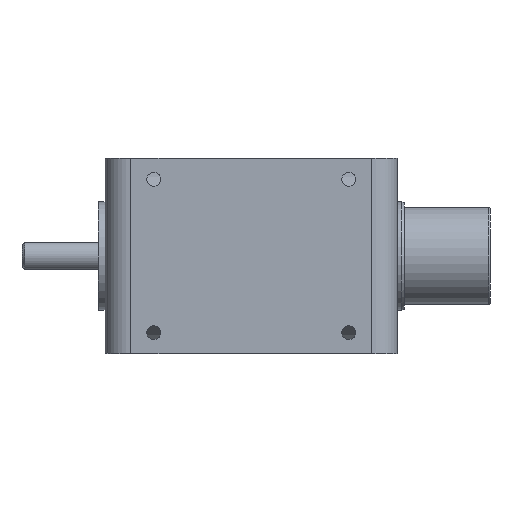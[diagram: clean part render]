
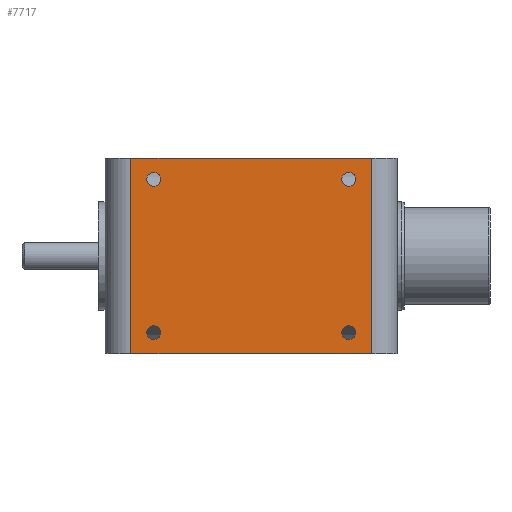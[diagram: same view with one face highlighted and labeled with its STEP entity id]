
A CAD part, front view. The second image highlights one B-rep face of the part: STEP entity #7717.
In plain terms, the highlighted planar face has unit normal (0, -1, 0).
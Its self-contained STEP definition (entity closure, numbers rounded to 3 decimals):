
#73 = AXIS2_PLACEMENT_3D ( 'NONE', #3836, #6150, #4611 ) ;
#143 = DIRECTION ( 'NONE',  ( 0., 0., -1. ) ) ;
#258 = CIRCLE ( 'NONE', #5921, 2.5 ) ;
#588 = AXIS2_PLACEMENT_3D ( 'NONE', #2749, #2112, #8173 ) ;
#599 = EDGE_LOOP ( 'NONE', ( #4127, #4471 ) ) ;
#633 = VECTOR ( 'NONE', #6784, 1000. ) ;
#672 = CIRCLE ( 'NONE', #3680, 2.5 ) ;
#884 = EDGE_LOOP ( 'NONE', ( #2980, #3047 ) ) ;
#953 = CARTESIAN_POINT ( 'NONE',  ( 35., -40., 27.5 ) ) ;
#1249 = CARTESIAN_POINT ( 'NONE',  ( -43.2, -40., 35. ) ) ;
#1252 = FACE_BOUND ( 'NONE', #884, .T. ) ;
#1294 = PLANE ( 'NONE',  #8943 ) ;
#1325 = LINE ( 'NONE', #9243, #1893 ) ;
#1470 = CARTESIAN_POINT ( 'NONE',  ( -43.2, -40., -35. ) ) ;
#1505 = VERTEX_POINT ( 'NONE', #8994 ) ;
#1547 = DIRECTION ( 'NONE',  ( 0., 0., -1. ) ) ;
#1580 = EDGE_LOOP ( 'NONE', ( #5126, #3421 ) ) ;
#1754 = VECTOR ( 'NONE', #4732, 1000. ) ;
#1893 = VECTOR ( 'NONE', #5628, 1000. ) ;
#2006 = VERTEX_POINT ( 'NONE', #6031 ) ;
#2112 = DIRECTION ( 'NONE',  ( 0., -1., 0. ) ) ;
#2194 = CARTESIAN_POINT ( 'NONE',  ( 35., -40., 30. ) ) ;
#2372 = CARTESIAN_POINT ( 'NONE',  ( 35., -40., -27.5 ) ) ;
#2622 = FACE_BOUND ( 'NONE', #1580, .T. ) ;
#2626 = EDGE_CURVE ( 'NONE', #7439, #3961, #8644, .T. ) ;
#2640 = FACE_BOUND ( 'NONE', #5488, .T. ) ;
#2667 = DIRECTION ( 'NONE',  ( 0., 1., 0. ) ) ;
#2749 = CARTESIAN_POINT ( 'NONE',  ( 35., -40., 27.5 ) ) ;
#2980 = ORIENTED_EDGE ( 'NONE', *, *, #6633, .F. ) ;
#3008 = DIRECTION ( 'NONE',  ( 0., -1., 0. ) ) ;
#3047 = ORIENTED_EDGE ( 'NONE', *, *, #9185, .F. ) ;
#3085 = CARTESIAN_POINT ( 'NONE',  ( -35., -40., -25. ) ) ;
#3121 = CARTESIAN_POINT ( 'NONE',  ( -35., -40., 27.5 ) ) ;
#3176 = CARTESIAN_POINT ( 'NONE',  ( 35., -40., 25. ) ) ;
#3271 = EDGE_CURVE ( 'NONE', #1505, #7439, #1325, .T. ) ;
#3421 = ORIENTED_EDGE ( 'NONE', *, *, #7964, .F. ) ;
#3680 = AXIS2_PLACEMENT_3D ( 'NONE', #6038, #3008, #1547 ) ;
#3701 = EDGE_LOOP ( 'NONE', ( #5771, #6216, #7146, #7417 ) ) ;
#3836 = CARTESIAN_POINT ( 'NONE',  ( -35., -40., -27.5 ) ) ;
#3841 = AXIS2_PLACEMENT_3D ( 'NONE', #2372, #9106, #9071 ) ;
#3850 = EDGE_CURVE ( 'NONE', #7868, #7819, #258, .T. ) ;
#3886 = DIRECTION ( 'NONE',  ( 0., -1., 0. ) ) ;
#3961 = VERTEX_POINT ( 'NONE', #9671 ) ;
#4113 = ORIENTED_EDGE ( 'NONE', *, *, #5815, .F. ) ;
#4116 = CARTESIAN_POINT ( 'NONE',  ( -43.2, -40., -35. ) ) ;
#4127 = ORIENTED_EDGE ( 'NONE', *, *, #3850, .F. ) ;
#4156 = DIRECTION ( 'NONE',  ( 0., -1., 0. ) ) ;
#4302 = EDGE_CURVE ( 'NONE', #1505, #8048, #5872, .T. ) ;
#4471 = ORIENTED_EDGE ( 'NONE', *, *, #4782, .F. ) ;
#4473 = VERTEX_POINT ( 'NONE', #4819 ) ;
#4476 = CARTESIAN_POINT ( 'NONE',  ( -35., -40., 27.5 ) ) ;
#4578 = VECTOR ( 'NONE', #6502, 1000. ) ;
#4611 = DIRECTION ( 'NONE',  ( 0., 0., -1. ) ) ;
#4732 = DIRECTION ( 'NONE',  ( 1., 0., 0. ) ) ;
#4755 = EDGE_CURVE ( 'NONE', #8048, #3961, #4817, .T. ) ;
#4782 = EDGE_CURVE ( 'NONE', #7819, #7868, #5285, .T. ) ;
#4817 = LINE ( 'NONE', #4116, #1754 ) ;
#4819 = CARTESIAN_POINT ( 'NONE',  ( 35., -40., -25. ) ) ;
#5126 = ORIENTED_EDGE ( 'NONE', *, *, #5957, .F. ) ;
#5147 = DIRECTION ( 'NONE',  ( 0., 0., -1. ) ) ;
#5285 = CIRCLE ( 'NONE', #588, 2.5 ) ;
#5468 = AXIS2_PLACEMENT_3D ( 'NONE', #4476, #6654, #5147 ) ;
#5488 = EDGE_LOOP ( 'NONE', ( #5550, #4113 ) ) ;
#5500 = VERTEX_POINT ( 'NONE', #8425 ) ;
#5550 = ORIENTED_EDGE ( 'NONE', *, *, #7506, .F. ) ;
#5628 = DIRECTION ( 'NONE',  ( 1., 0., 0. ) ) ;
#5657 = VERTEX_POINT ( 'NONE', #7338 ) ;
#5771 = ORIENTED_EDGE ( 'NONE', *, *, #4755, .T. ) ;
#5775 = CIRCLE ( 'NONE', #3841, 2.5 ) ;
#5815 = EDGE_CURVE ( 'NONE', #2006, #5657, #7742, .T. ) ;
#5851 = CARTESIAN_POINT ( 'NONE',  ( -43.2, -40., 35. ) ) ;
#5872 = LINE ( 'NONE', #1249, #4578 ) ;
#5921 = AXIS2_PLACEMENT_3D ( 'NONE', #953, #9265, #143 ) ;
#5957 = EDGE_CURVE ( 'NONE', #5500, #7525, #8206, .T. ) ;
#6031 = CARTESIAN_POINT ( 'NONE',  ( -35., -40., 30. ) ) ;
#6035 = AXIS2_PLACEMENT_3D ( 'NONE', #6379, #4156, #8661 ) ;
#6038 = CARTESIAN_POINT ( 'NONE',  ( -35., -40., -27.5 ) ) ;
#6069 = CIRCLE ( 'NONE', #7512, 2.5 ) ;
#6150 = DIRECTION ( 'NONE',  ( 0., -1., 0. ) ) ;
#6216 = ORIENTED_EDGE ( 'NONE', *, *, #2626, .F. ) ;
#6379 = CARTESIAN_POINT ( 'NONE',  ( 35., -40., -27.5 ) ) ;
#6493 = CARTESIAN_POINT ( 'NONE',  ( 43.2, -40., 35. ) ) ;
#6502 = DIRECTION ( 'NONE',  ( 0., 0., -1. ) ) ;
#6633 = EDGE_CURVE ( 'NONE', #9350, #4473, #7893, .T. ) ;
#6654 = DIRECTION ( 'NONE',  ( 0., -1., 0. ) ) ;
#6784 = DIRECTION ( 'NONE',  ( 0., 0., -1. ) ) ;
#7007 = CARTESIAN_POINT ( 'NONE',  ( 35., -40., -30. ) ) ;
#7020 = FACE_OUTER_BOUND ( 'NONE', #3701, .T. ) ;
#7146 = ORIENTED_EDGE ( 'NONE', *, *, #3271, .F. ) ;
#7338 = CARTESIAN_POINT ( 'NONE',  ( -35., -40., 25. ) ) ;
#7417 = ORIENTED_EDGE ( 'NONE', *, *, #4302, .T. ) ;
#7439 = VERTEX_POINT ( 'NONE', #8407 ) ;
#7506 = EDGE_CURVE ( 'NONE', #5657, #2006, #6069, .T. ) ;
#7512 = AXIS2_PLACEMENT_3D ( 'NONE', #3121, #3886, #8378 ) ;
#7525 = VERTEX_POINT ( 'NONE', #3085 ) ;
#7717 = ADVANCED_FACE ( 'NONE', ( #1252, #2622, #2640, #7970, #7020 ), #1294, .F. ) ;
#7742 = CIRCLE ( 'NONE', #5468, 2.5 ) ;
#7819 = VERTEX_POINT ( 'NONE', #2194 ) ;
#7868 = VERTEX_POINT ( 'NONE', #3176 ) ;
#7893 = CIRCLE ( 'NONE', #6035, 2.5 ) ;
#7964 = EDGE_CURVE ( 'NONE', #7525, #5500, #672, .T. ) ;
#7970 = FACE_BOUND ( 'NONE', #599, .T. ) ;
#7987 = DIRECTION ( 'NONE',  ( 0., 0., 1. ) ) ;
#8048 = VERTEX_POINT ( 'NONE', #1470 ) ;
#8173 = DIRECTION ( 'NONE',  ( 0., 0., -1. ) ) ;
#8206 = CIRCLE ( 'NONE', #73, 2.5 ) ;
#8378 = DIRECTION ( 'NONE',  ( 0., 0., -1. ) ) ;
#8407 = CARTESIAN_POINT ( 'NONE',  ( 43.2, -40., 35. ) ) ;
#8425 = CARTESIAN_POINT ( 'NONE',  ( -35., -40., -30. ) ) ;
#8644 = LINE ( 'NONE', #6493, #633 ) ;
#8661 = DIRECTION ( 'NONE',  ( 0., 0., -1. ) ) ;
#8943 = AXIS2_PLACEMENT_3D ( 'NONE', #5851, #2667, #7987 ) ;
#8994 = CARTESIAN_POINT ( 'NONE',  ( -43.2, -40., 35. ) ) ;
#9071 = DIRECTION ( 'NONE',  ( 0., 0., -1. ) ) ;
#9106 = DIRECTION ( 'NONE',  ( 0., -1., 0. ) ) ;
#9185 = EDGE_CURVE ( 'NONE', #4473, #9350, #5775, .T. ) ;
#9243 = CARTESIAN_POINT ( 'NONE',  ( -43.2, -40., 35. ) ) ;
#9265 = DIRECTION ( 'NONE',  ( 0., -1., 0. ) ) ;
#9350 = VERTEX_POINT ( 'NONE', #7007 ) ;
#9671 = CARTESIAN_POINT ( 'NONE',  ( 43.2, -40., -35. ) ) ;
